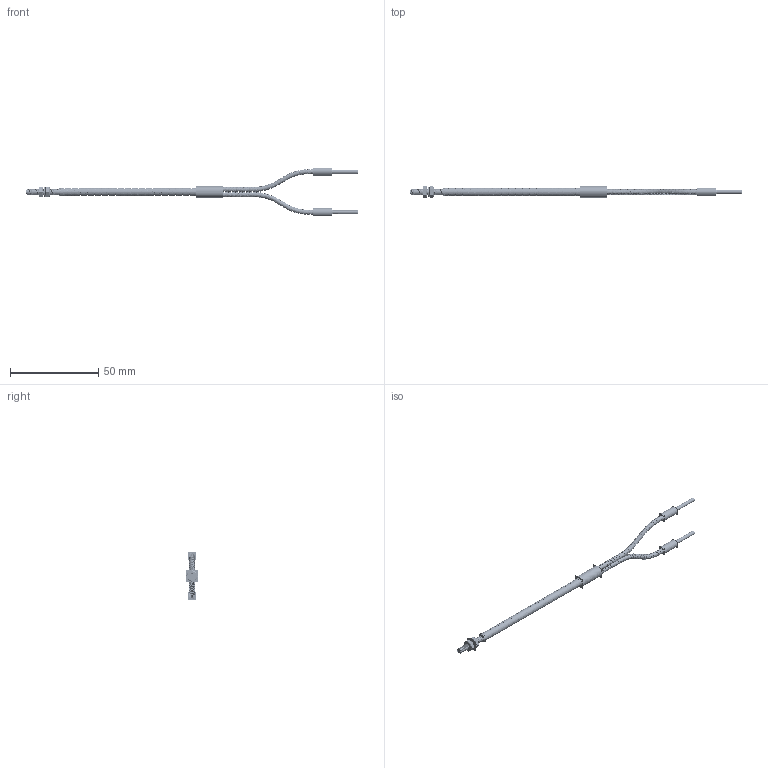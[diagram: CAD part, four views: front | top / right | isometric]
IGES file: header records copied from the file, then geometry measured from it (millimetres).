
Start section:  PTC IGES file: 211709.igs
Global section: file name: 211709.igs; native system: Creo Parametric by PTC Inc.; preprocessor: 2018300; author: pdmadmin; organization: Unknown; date: 20190625.145403; units: millimetre
Bounding box: 188.41 x 7.1 x 27.78 mm (x, y, z)
Volume: 2743.6 mm3; surface area: 23971.2 mm2
Topology: 9 solids, 14 shells, 1392 faces, 7170 edges, 9064 vertices
Faces by surface type: bspline 698, revolution 690, extrusion 4
